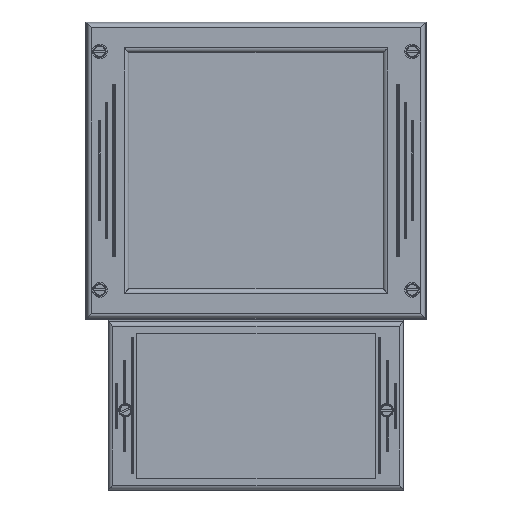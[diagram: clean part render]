
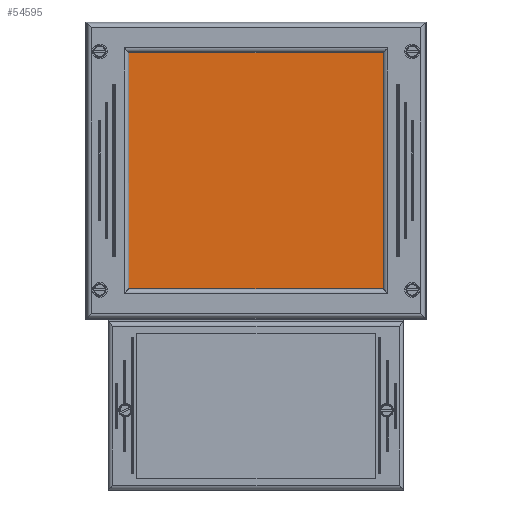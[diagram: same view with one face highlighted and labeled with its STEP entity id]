
A CAD part, top view. The second image highlights one B-rep face of the part: STEP entity #54595.
In plain terms, the highlighted planar face has unit normal (0, 0, 1).
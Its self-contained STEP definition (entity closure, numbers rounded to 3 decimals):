
#54494=CARTESIAN_POINT('',(18.987,117.513,6.5));
#54495=VERTEX_POINT('',#54494);
#54502=CARTESIAN_POINT('',(131.013,117.513,6.5));
#54503=VERTEX_POINT('',#54502);
#54504=CARTESIAN_POINT('',(131.013,117.513,6.5));
#54505=DIRECTION('',(-1.0,0.0,0.0));
#54506=VECTOR('',#54505,112.026);
#54507=LINE('',#54504,#54506);
#54508=EDGE_CURVE('',#54503,#54495,#54507,.T.);
#54525=CARTESIAN_POINT('',(18.987,13.487,6.5));
#54526=VERTEX_POINT('',#54525);
#54533=CARTESIAN_POINT('',(18.987,117.513,6.5));
#54534=DIRECTION('',(0.0,-1.0,0.0));
#54535=VECTOR('',#54534,104.026);
#54536=LINE('',#54533,#54535);
#54537=EDGE_CURVE('',#54495,#54526,#54536,.T.);
#54549=CARTESIAN_POINT('',(131.013,13.487,6.5));
#54550=VERTEX_POINT('',#54549);
#54557=CARTESIAN_POINT('',(18.987,13.487,6.5));
#54558=DIRECTION('',(1.0,0.0,0.0));
#54559=VECTOR('',#54558,112.026);
#54560=LINE('',#54557,#54559);
#54561=EDGE_CURVE('',#54526,#54550,#54560,.T.);
#54574=CARTESIAN_POINT('',(131.013,13.487,6.5));
#54575=DIRECTION('',(0.0,1.0,0.0));
#54576=VECTOR('',#54575,104.026);
#54577=LINE('',#54574,#54576);
#54578=EDGE_CURVE('',#54550,#54503,#54577,.T.);
#54584=CARTESIAN_POINT('',(75.,65.5,6.5));
#54585=DIRECTION('',(0.0,0.0,1.0));
#54586=DIRECTION('',(1.0,0.0,0.0));
#54587=AXIS2_PLACEMENT_3D('',#54584,#54585,#54586);
#54588=PLANE('',#54587);
#54589=ORIENTED_EDGE('',*,*,#54537,.T.);
#54590=ORIENTED_EDGE('',*,*,#54561,.T.);
#54591=ORIENTED_EDGE('',*,*,#54578,.T.);
#54592=ORIENTED_EDGE('',*,*,#54508,.T.);
#54593=EDGE_LOOP('',(#54589,#54590,#54591,#54592));
#54594=FACE_OUTER_BOUND('',#54593,.T.);
#54595=ADVANCED_FACE('',(#54594),#54588,.T.);
